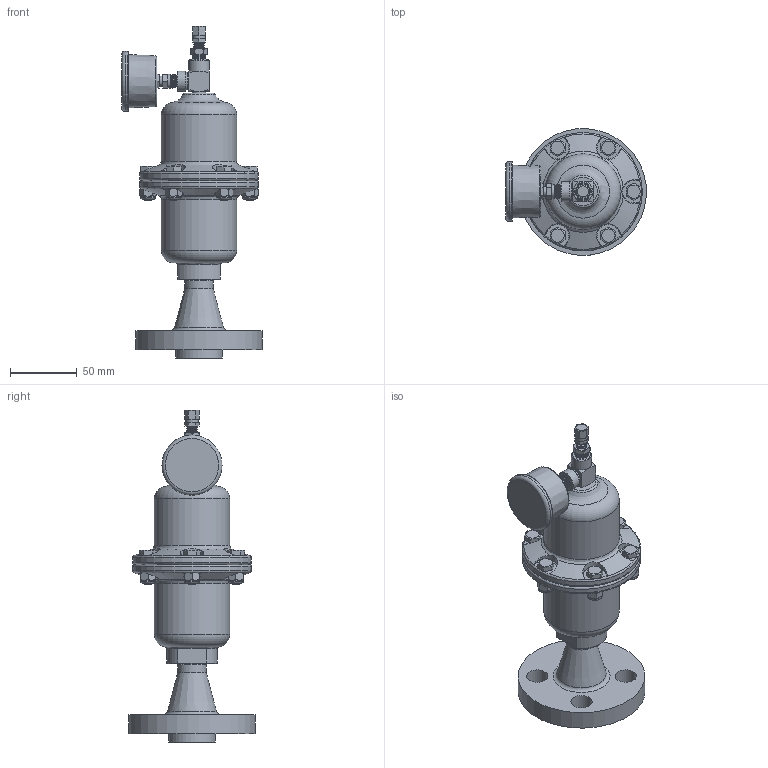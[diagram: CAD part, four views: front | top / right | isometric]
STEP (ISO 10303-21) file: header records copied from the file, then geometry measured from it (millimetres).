
FILE_DESCRIPTION((''),'2;1');
FILE_NAME('APHI-ALLOY-WN_R0.ipt.stp','2017-07-10T09:51:16',(''),(''),'Autodesk Inventor 2009','Autodesk Inventor 2009','');
FILE_SCHEMA(('AUTOMOTIVE_DESIGN { 1 0 10303 214 1 1 1 1 }'));
Length unit declared in the file: inch
Products named in the file (1): APHI-ALLOY-WN_R0
Bounding box: 105.57 x 95.06 x 249.37 mm (x, y, z)
Volume: 311196.4 mm3; surface area: 97183.4 mm2
Topology: 1 solids, 1 shells, 660 faces, 1639 edges, 1012 vertices
Faces by surface type: plane 235, bspline 193, cone 127, cylinder 81, torus 24
Full cylindrical faces by diameter (mm): 7.62 x2, 9.349 x1, 10.287 x3, 11.176 x6, 12.7 x1, 15.24 x2, 15.799 x1, 16.002 x4, 21.336 x1, 35.052 x1, 45.085 x1, 50.292 x2, 56.642 x2, 61.214 x2, 88.9 x2, 95.25 x1
Entity records: 26796 total; most frequent: CARTESIAN_POINT 13508, ORIENTED_EDGE 2868, DIRECTION 2307, EDGE_CURVE 1434, VERTEX_POINT 977, AXIS2_PLACEMENT_3D 928, EDGE_LOOP 869, FACE_OUTER_BOUND 660
